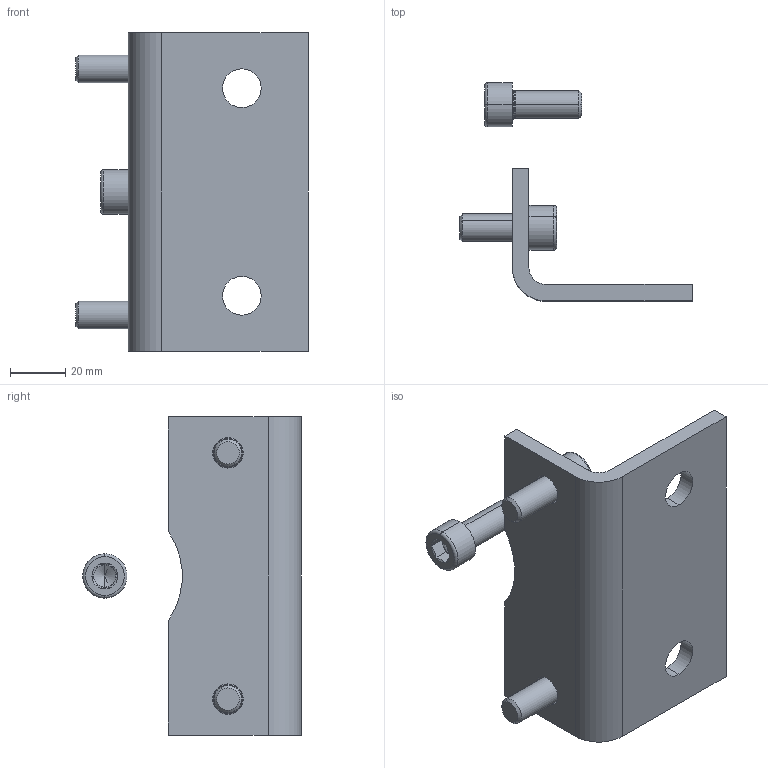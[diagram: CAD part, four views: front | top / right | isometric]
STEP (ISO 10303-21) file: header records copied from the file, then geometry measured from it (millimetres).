
FILE_DESCRIPTION(('HOOPS Exchange Step'),'2;1');
FILE_NAME('export-1C1F358C-8109-4AFB-8CCE-EEB91B146C7F.stp','2024-05-14T11:48:59+02:00',('Engineering'),('Alibre'),'HOOPS Exchange 2023.0','Alibre','Unknown authorisation');
FILE_SCHEMA( ('AP242_MANAGED_MODEL_BASED_3D_ENGINEERING_MIM_LF {1 0 10303 442 1 1 4 }') );
Length unit declared in the file: millimetre
Products named in the file (3): 6844-1 W0951002001 - Hinge - Foot Model A 100 - HINGE; 6844-2 W0951002001 - Hinge - Foot Model A 100 - Cylinder head screw DIN 912 M10x25; 6844 W0951002001 - Hinge - Foot Model A 100
Assembly tree (3 placements, depth 2):
  6844 W0951002001 - Hinge - Foot Model A 100
    6844-1 W0951002001 - Hinge - Foot Model A 100 - HINGE
    6844-2 W0951002001 - Hinge - Foot Model A 100 - Cylinder head screw DIN 912 M10x25  x2
Bounding box: 84 x 79 x 115 mm (x, y, z)
Volume: 78441.7 mm3; surface area: 31424.3 mm2
Topology: 4 solids, 4 shells, 119 faces, 272 edges, 161 vertices
Faces by surface type: plane 54, cone 24, cylinder 23, torus 18
Entity records: 1685 total; most frequent: CARTESIAN_POINT 297, DIRECTION 294, ORIENTED_EDGE 252, EDGE_CURVE 126, AXIS2_PLACEMENT_3D 116, VERTEX_POINT 79, EDGE_LOOP 63, FACE_BOUND 63
